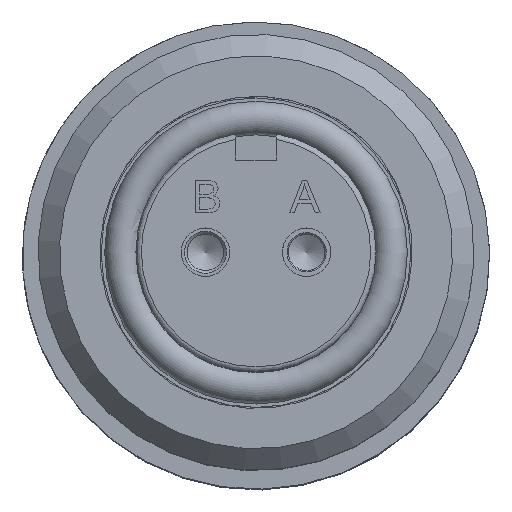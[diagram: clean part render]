
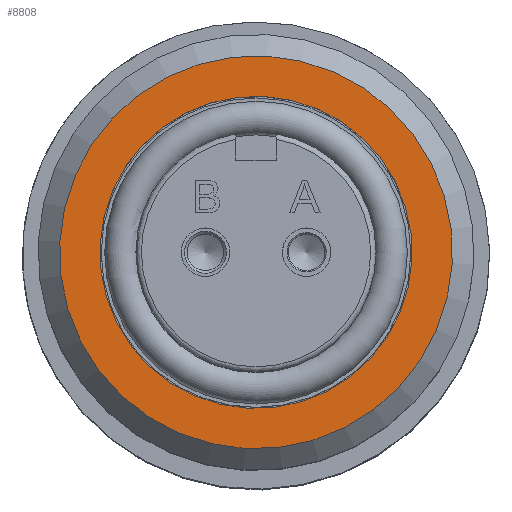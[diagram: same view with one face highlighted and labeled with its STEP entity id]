
A CAD part, top view. The second image highlights one B-rep face of the part: STEP entity #8808.
In plain terms, the highlighted planar face has unit normal (0, 0, 1).
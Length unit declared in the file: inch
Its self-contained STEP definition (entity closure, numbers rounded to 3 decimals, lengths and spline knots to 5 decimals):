
#129=PLANE('',#9492);
#2006=FACE_BOUND('',#3000,.T.);
#2399=FACE_OUTER_BOUND('',#2999,.T.);
#2999=EDGE_LOOP('',(#6993));
#3000=EDGE_LOOP('',(#6994));
#3546=CIRCLE('',#9491,0.365);
#3547=CIRCLE('',#9493,0.29);
#4126=VERTEX_POINT('',#15485);
#4127=VERTEX_POINT('',#15488);
#5162=EDGE_CURVE('',#4126,#4126,#3546,.T.);
#5163=EDGE_CURVE('',#4127,#4127,#3547,.T.);
#6993=ORIENTED_EDGE('',*,*,#5162,.F.);
#6994=ORIENTED_EDGE('',*,*,#5163,.T.);
#8808=ADVANCED_FACE('',(#2399,#2006),#129,.F.);
#9491=AXIS2_PLACEMENT_3D('',#15486,#10914,#10915);
#9492=AXIS2_PLACEMENT_3D('',#15487,#10916,#10917);
#9493=AXIS2_PLACEMENT_3D('',#15489,#10918,#10919);
#10914=DIRECTION('center_axis',(0.,0.,
-1.));
#10915=DIRECTION('ref_axis',(0.729,-0.684,0.));
#10916=DIRECTION('center_axis',(0.,0.,
-1.));
#10917=DIRECTION('ref_axis',(0.729,-0.684,0.));
#10918=DIRECTION('center_axis',(0.,0.,
-1.));
#10919=DIRECTION('ref_axis',(-0.729,0.684,0.));
#15485=CARTESIAN_POINT('',(0.02356,0.60619,-0.78179));
#15486=CARTESIAN_POINT('Origin',(0.28981,0.35652,-0.78179));
#15487=CARTESIAN_POINT('Origin',(0.28981,0.35652,-0.78179));
#15488=CARTESIAN_POINT('',(0.07827,0.55489,-0.78179));
#15489=CARTESIAN_POINT('Origin',(0.28981,0.35652,-0.78179));
